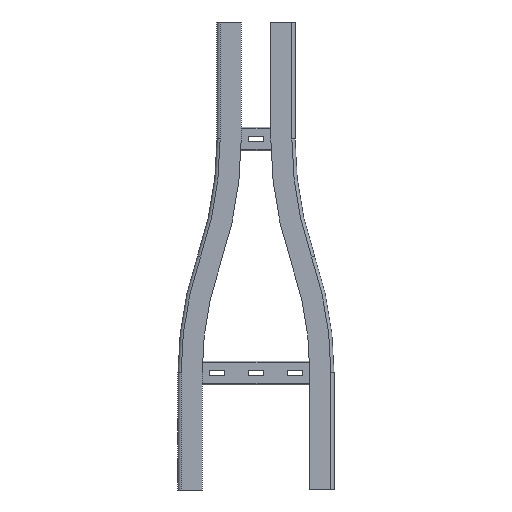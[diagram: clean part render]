
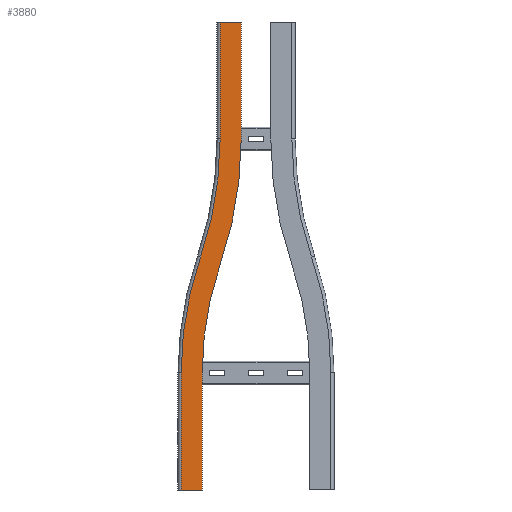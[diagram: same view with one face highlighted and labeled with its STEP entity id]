
A CAD part, front view. The second image highlights one B-rep face of the part: STEP entity #3880.
In plain terms, the highlighted planar face has unit normal (0, -1, 0).
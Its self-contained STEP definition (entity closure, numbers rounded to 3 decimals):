
#122=CIRCLE('',#4203,458.5);
#123=CIRCLE('',#4205,431.5);
#144=CIRCLE('',#4236,466.5);
#145=CIRCLE('',#4238,493.5);
#372=FACE_OUTER_BOUND('',#616,.T.);
#616=EDGE_LOOP('',(#2837,#2838,#2839,#2840,#2841,#2842,#2843,#2844,#2845,
#2846));
#852=LINE('',#5881,#1262);
#854=LINE('',#5887,#1264);
#867=LINE('',#6000,#1277);
#921=LINE('',#6114,#1331);
#922=LINE('',#6116,#1332);
#923=LINE('',#6117,#1333);
#1262=VECTOR('',#4653,10.);
#1264=VECTOR('',#4657,10.);
#1277=VECTOR('',#4804,10.);
#1331=VECTOR('',#4918,10.);
#1332=VECTOR('',#4919,10.);
#1333=VECTOR('',#4920,10.);
#1669=VERTEX_POINT('',#5877);
#1670=VERTEX_POINT('',#5879);
#1672=VERTEX_POINT('',#5884);
#1673=VERTEX_POINT('',#5886);
#1688=VERTEX_POINT('',#5936);
#1690=VERTEX_POINT('',#5941);
#1704=VERTEX_POINT('',#5990);
#1706=VERTEX_POINT('',#5995);
#1736=VERTEX_POINT('',#6110);
#1737=VERTEX_POINT('',#6115);
#2020=EDGE_CURVE('',#1669,#1670,#852,.T.);
#2022=EDGE_CURVE('',#1672,#1673,#854,.T.);
#2048=EDGE_CURVE('',#1688,#1669,#122,.T.);
#2050=EDGE_CURVE('',#1690,#1672,#123,.T.);
#2075=EDGE_CURVE('',#1704,#1688,#144,.T.);
#2077=EDGE_CURVE('',#1706,#1690,#145,.T.);
#2079=EDGE_CURVE('',#1673,#1670,#867,.T.);
#2139=EDGE_CURVE('',#1704,#1736,#921,.T.);
#2140=EDGE_CURVE('',#1737,#1706,#922,.T.);
#2141=EDGE_CURVE('',#1736,#1737,#923,.T.);
#2837=ORIENTED_EDGE('',*,*,#2139,.F.);
#2838=ORIENTED_EDGE('',*,*,#2075,.T.);
#2839=ORIENTED_EDGE('',*,*,#2048,.T.);
#2840=ORIENTED_EDGE('',*,*,#2020,.T.);
#2841=ORIENTED_EDGE('',*,*,#2079,.F.);
#2842=ORIENTED_EDGE('',*,*,#2022,.F.);
#2843=ORIENTED_EDGE('',*,*,#2050,.F.);
#2844=ORIENTED_EDGE('',*,*,#2077,.F.);
#2845=ORIENTED_EDGE('',*,*,#2140,.F.);
#2846=ORIENTED_EDGE('',*,*,#2141,.F.);
#3693=PLANE('',#4270);
#3880=ADVANCED_FACE('',(#372),#3693,.F.);
#4203=AXIS2_PLACEMENT_3D('',#5938,#4722,#4723);
#4205=AXIS2_PLACEMENT_3D('',#5943,#4727,#4728);
#4236=AXIS2_PLACEMENT_3D('',#5992,#4793,#4794);
#4238=AXIS2_PLACEMENT_3D('',#5997,#4798,#4799);
#4270=AXIS2_PLACEMENT_3D('',#6113,#4916,#4917);
#4653=DIRECTION('',(0.,0.,-1.));
#4657=DIRECTION('',(0.,0.,-1.));
#4722=DIRECTION('center_axis',(0.,-1.,0.));
#4723=DIRECTION('ref_axis',(-0.946,0.,0.324));
#4727=DIRECTION('center_axis',(0.,-1.,0.));
#4728=DIRECTION('ref_axis',(-0.946,0.,0.324));
#4793=DIRECTION('center_axis',(0.,1.,0.));
#4794=DIRECTION('ref_axis',(1.,0.,0.));
#4798=DIRECTION('center_axis',(0.,1.,0.));
#4799=DIRECTION('ref_axis',(1.,0.,0.));
#4804=DIRECTION('',(-1.,0.,0.));
#4916=DIRECTION('center_axis',(0.,1.,0.));
#4917=DIRECTION('ref_axis',(0.,0.,1.));
#4918=DIRECTION('',(0.,0.,1.));
#4919=DIRECTION('',(0.,0.,-1.));
#4920=DIRECTION('',(1.,0.,0.));
#5877=CARTESIAN_POINT('',(-77.,0.,-300.));
#5879=CARTESIAN_POINT('',(-77.,0.,-450.));
#5881=CARTESIAN_POINT('',(-77.,0.,-300.));
#5884=CARTESIAN_POINT('',(-50.,0.,-300.));
#5886=CARTESIAN_POINT('',(-50.,0.,-450.));
#5887=CARTESIAN_POINT('',(-50.,0.,-300.));
#5936=CARTESIAN_POINT('',(-52.216,0.,-151.297));
#5938=CARTESIAN_POINT('Origin',(381.5,0.,-300.));
#5941=CARTESIAN_POINT('',(-26.676,0.,-160.054));
#5943=CARTESIAN_POINT('Origin',(381.5,0.,-300.));
#5990=CARTESIAN_POINT('',(-27.,0.,0.));
#5992=CARTESIAN_POINT('Origin',(-493.5,0.,
0.));
#5995=CARTESIAN_POINT('',(0.,0.,0.));
#5997=CARTESIAN_POINT('Origin',(-493.5,0.,
0.));
#6000=CARTESIAN_POINT('',(-50.,0.,-450.));
#6110=CARTESIAN_POINT('',(-27.,0.,150.));
#6113=CARTESIAN_POINT('Origin',(-45.786,0.,
75.));
#6114=CARTESIAN_POINT('',(-27.,0.,75.));
#6115=CARTESIAN_POINT('',(0.,0.,150.));
#6116=CARTESIAN_POINT('',(0.,0.,0.));
#6117=CARTESIAN_POINT('',(0.,0.,150.));
